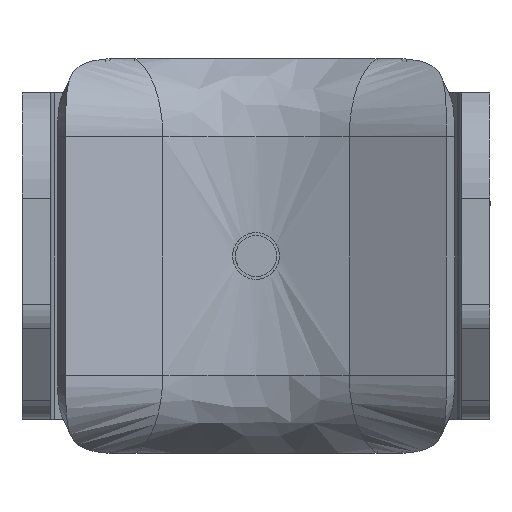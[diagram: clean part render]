
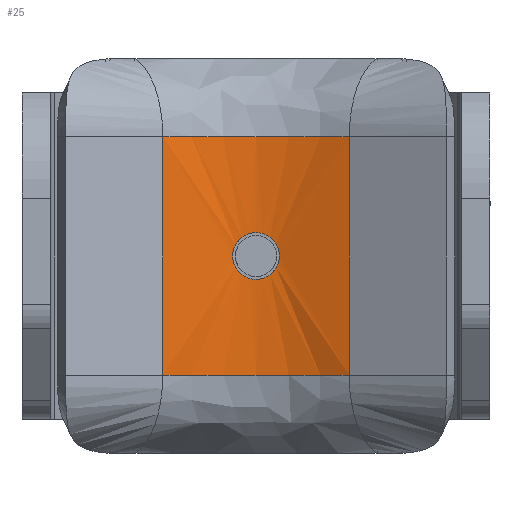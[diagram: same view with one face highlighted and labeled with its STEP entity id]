
A CAD part, front view. The second image highlights one B-rep face of the part: STEP entity #25.
In plain terms, the highlighted free-form (B-spline) face has degree [1, 2] with [2, 3] control points.
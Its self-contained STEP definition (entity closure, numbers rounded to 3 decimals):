
#25=ADVANCED_FACE('',(#295,#276),#3865,.T.);
#276=FACE_BOUND('',#548,.T.);
#295=FACE_OUTER_BOUND('',#547,.T.);
#547=EDGE_LOOP('',(#823,#824,#825,#826));
#548=EDGE_LOOP('',(#827,#828));
#823=ORIENTED_EDGE('',*,*,#2054,.T.);
#824=ORIENTED_EDGE('',*,*,#2053,.T.);
#825=ORIENTED_EDGE('',*,*,#2052,.F.);
#826=ORIENTED_EDGE('',*,*,#2051,.F.);
#827=ORIENTED_EDGE('',*,*,#2224,.F.);
#828=ORIENTED_EDGE('',*,*,#2220,.F.);
#2051=EDGE_CURVE('',#3287,#3288,#3160,.T.);
#2052=EDGE_CURVE('',#3288,#3289,#3161,.T.);
#2053=EDGE_CURVE('',#3290,#3289,#3162,.T.);
#2054=EDGE_CURVE('',#3287,#3290,#3163,.T.);
#2220=EDGE_CURVE('',#3389,#3392,#2819,.T.);
#2224=EDGE_CURVE('',#3392,#3389,#2820,.T.);
#2819=B_SPLINE_CURVE_WITH_KNOTS('',3,(#7585,#7586,#7587,#7588,#7589,#7590,
#7591,#7592,#7593,#7594,#7595,#7596,#7597,#7598,#7599,#7600,#7601,#7602,
#7603),.UNSPECIFIED.,.F.,.F.,(4,2,2,2,3,2,2,2,4),(0.,0.653,
1.305,1.958,2.611,3.264,3.916,
4.569,5.222),.UNSPECIFIED.);
#2820=B_SPLINE_CURVE_WITH_KNOTS('',3,(#7613,#7614,#7615,#7616,#7617,#7618,
#7619,#7620,#7621,#7622,#7623,#7624,#7625,#7626,#7627,#7628,#7629,#7630,
#7631),.UNSPECIFIED.,.F.,.F.,(4,2,2,2,3,2,2,2,4),(5.222,5.875,
6.527,7.18,7.833,8.485,9.138,
9.791,10.443),.UNSPECIFIED.);
#3160=(
BOUNDED_CURVE()
B_SPLINE_CURVE(2,(#6163,#6164,#6165),.UNSPECIFIED.,.F.,.F.)
B_SPLINE_CURVE_WITH_KNOTS((3,3),(0.,13.683),.UNSPECIFIED.)
CURVE()
GEOMETRIC_REPRESENTATION_ITEM()
RATIONAL_B_SPLINE_CURVE((1.,0.883,1.))
REPRESENTATION_ITEM('')
);
#3161=(
BOUNDED_CURVE()
B_SPLINE_CURVE(1,(#6166,#6167),.UNSPECIFIED.,.F.,.F.)
B_SPLINE_CURVE_WITH_KNOTS((2,2),(0.,16.785),.UNSPECIFIED.)
CURVE()
GEOMETRIC_REPRESENTATION_ITEM()
RATIONAL_B_SPLINE_CURVE((1.,1.))
REPRESENTATION_ITEM('')
);
#3162=(
BOUNDED_CURVE()
B_SPLINE_CURVE(2,(#6168,#6169,#6170),.UNSPECIFIED.,.F.,.F.)
B_SPLINE_CURVE_WITH_KNOTS((3,3),(0.,13.683),.UNSPECIFIED.)
CURVE()
GEOMETRIC_REPRESENTATION_ITEM()
RATIONAL_B_SPLINE_CURVE((1.,0.883,1.))
REPRESENTATION_ITEM('')
);
#3163=(
BOUNDED_CURVE()
B_SPLINE_CURVE(1,(#6171,#6172),.UNSPECIFIED.,.F.,.F.)
B_SPLINE_CURVE_WITH_KNOTS((2,2),(0.,16.785),.UNSPECIFIED.)
CURVE()
GEOMETRIC_REPRESENTATION_ITEM()
RATIONAL_B_SPLINE_CURVE((1.,1.))
REPRESENTATION_ITEM('')
);
#3287=VERTEX_POINT('',#6047);
#3288=VERTEX_POINT('',#6048);
#3289=VERTEX_POINT('',#6049);
#3290=VERTEX_POINT('',#6050);
#3389=VERTEX_POINT('',#6149);
#3392=VERTEX_POINT('',#6152);
#3865=(
BOUNDED_SURFACE()
B_SPLINE_SURFACE(1,2,((#4344,#4345,#4346),(#4347,#4348,#4349)),
 .UNSPECIFIED.,.F.,.F.,.F.)
B_SPLINE_SURFACE_WITH_KNOTS((2,2),(3,3),(0.,16.785),(0.,13.683),
 .UNSPECIFIED.)
GEOMETRIC_REPRESENTATION_ITEM()
RATIONAL_B_SPLINE_SURFACE(((1.,0.883,1.),(1.,0.883,
1.)))
REPRESENTATION_ITEM('')
SURFACE()
);
#4344=CARTESIAN_POINT('',(6.573,-11.563,3.108));
#4345=CARTESIAN_POINT('',(0.,-8.068,3.108));
#4346=CARTESIAN_POINT('',(-6.573,-11.563,3.108));
#4347=CARTESIAN_POINT('',(6.573,-11.563,19.892));
#4348=CARTESIAN_POINT('',(0.,-8.068,19.892));
#4349=CARTESIAN_POINT('',(-6.573,-11.563,19.892));
#6047=CARTESIAN_POINT('',(6.573,-11.563,3.108));
#6048=CARTESIAN_POINT('',(-6.573,-11.563,3.108));
#6049=CARTESIAN_POINT('',(-6.573,-11.563,19.892));
#6050=CARTESIAN_POINT('',(6.573,-11.563,19.892));
#6149=CARTESIAN_POINT('',(0.,-9.924,13.15));
#6152=CARTESIAN_POINT('',(0.,-9.924,9.85));
#6163=CARTESIAN_POINT('',(6.573,-11.563,3.108));
#6164=CARTESIAN_POINT('',(0.,-8.068,3.108));
#6165=CARTESIAN_POINT('',(-6.573,-11.563,3.108));
#6166=CARTESIAN_POINT('',(-6.573,-11.563,3.108));
#6167=CARTESIAN_POINT('',(-6.573,-11.563,19.892));
#6168=CARTESIAN_POINT('',(6.573,-11.563,19.892));
#6169=CARTESIAN_POINT('',(0.,-8.068,19.892));
#6170=CARTESIAN_POINT('',(-6.573,-11.563,19.892));
#6171=CARTESIAN_POINT('',(6.573,-11.563,3.108));
#6172=CARTESIAN_POINT('',(6.573,-11.563,19.892));
#7585=CARTESIAN_POINT('',(0.,-9.924,13.15));
#7586=CARTESIAN_POINT('',(-0.217,-9.924,13.15));
#7587=CARTESIAN_POINT('',(-0.432,-9.929,13.107));
#7588=CARTESIAN_POINT('',(-0.832,-9.947,12.941));
#7589=CARTESIAN_POINT('',(-1.014,-9.96,12.82));
#7590=CARTESIAN_POINT('',(-1.32,-9.986,12.514));
#7591=CARTESIAN_POINT('',(-1.441,-9.998,12.332));
#7592=CARTESIAN_POINT('',(-1.607,-10.016,11.932));
#7593=CARTESIAN_POINT('',(-1.65,-10.022,11.717));
#7594=CARTESIAN_POINT('',(-1.65,-10.022,11.5));
#7595=CARTESIAN_POINT('',(-1.65,-10.022,11.283));
#7596=CARTESIAN_POINT('',(-1.607,-10.016,11.068));
#7597=CARTESIAN_POINT('',(-1.441,-9.998,10.668));
#7598=CARTESIAN_POINT('',(-1.32,-9.986,10.486));
#7599=CARTESIAN_POINT('',(-1.014,-9.96,10.18));
#7600=CARTESIAN_POINT('',(-0.832,-9.947,10.059));
#7601=CARTESIAN_POINT('',(-0.432,-9.929,9.893));
#7602=CARTESIAN_POINT('',(-0.217,-9.924,9.85));
#7603=CARTESIAN_POINT('',(0.,-9.924,9.85));
#7613=CARTESIAN_POINT('',(0.,-9.924,9.85));
#7614=CARTESIAN_POINT('',(0.217,-9.924,9.85));
#7615=CARTESIAN_POINT('',(0.432,-9.929,9.893));
#7616=CARTESIAN_POINT('',(0.832,-9.947,10.059));
#7617=CARTESIAN_POINT('',(1.014,-9.96,10.18));
#7618=CARTESIAN_POINT('',(1.32,-9.986,10.486));
#7619=CARTESIAN_POINT('',(1.441,-9.998,10.668));
#7620=CARTESIAN_POINT('',(1.607,-10.016,11.068));
#7621=CARTESIAN_POINT('',(1.65,-10.022,11.283));
#7622=CARTESIAN_POINT('',(1.65,-10.022,11.5));
#7623=CARTESIAN_POINT('',(1.65,-10.022,11.717));
#7624=CARTESIAN_POINT('',(1.607,-10.016,11.932));
#7625=CARTESIAN_POINT('',(1.441,-9.998,12.332));
#7626=CARTESIAN_POINT('',(1.32,-9.986,12.514));
#7627=CARTESIAN_POINT('',(1.014,-9.96,12.82));
#7628=CARTESIAN_POINT('',(0.832,-9.947,12.941));
#7629=CARTESIAN_POINT('',(0.432,-9.929,13.107));
#7630=CARTESIAN_POINT('',(0.217,-9.924,13.15));
#7631=CARTESIAN_POINT('',(0.,-9.924,13.15));
